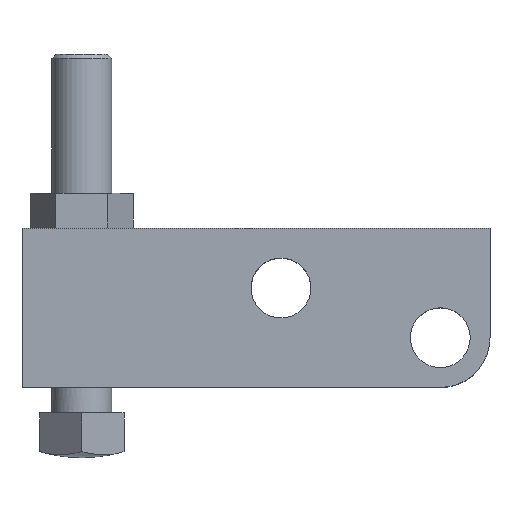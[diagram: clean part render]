
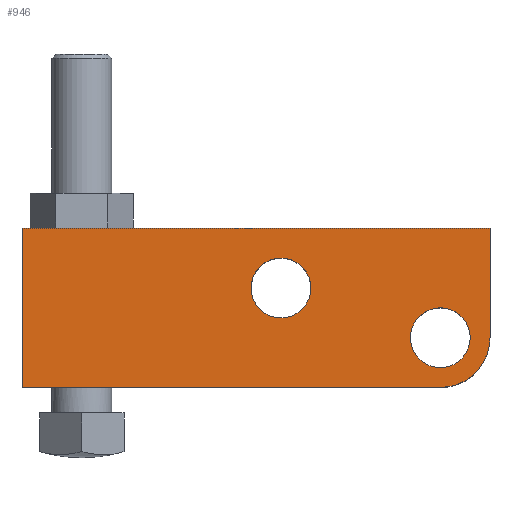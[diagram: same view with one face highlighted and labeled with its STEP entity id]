
A CAD part, top view. The second image highlights one B-rep face of the part: STEP entity #946.
In plain terms, the highlighted planar face has unit normal (0, 0, 1).
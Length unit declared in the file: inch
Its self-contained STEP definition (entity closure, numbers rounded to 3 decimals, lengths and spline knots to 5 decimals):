
#253=CARTESIAN_POINT('',(0.,0.,0.375));
#254=DIRECTION('',(0.,0.,1.));
#255=DIRECTION('',(0.,-1.,0.));
#256=AXIS2_PLACEMENT_3D('',#253,#254,#255);
#275=DIRECTION('',(1.,0.,0.));
#276=VECTOR('',#275,2.625);
#277=CARTESIAN_POINT('',(-2.625,-0.312,0.375));
#278=LINE('',#277,#276);
#279=DIRECTION('',(0.,-1.,0.));
#280=VECTOR('',#279,1.);
#281=CARTESIAN_POINT('',(-2.625,0.688,0.375));
#282=LINE('',#281,#280);
#283=DIRECTION('',(-1.,0.,0.));
#284=VECTOR('',#283,2.937);
#285=CARTESIAN_POINT('',(0.312,0.688,0.375));
#286=LINE('',#285,#284);
#287=DIRECTION('',(0.,1.,0.));
#288=VECTOR('',#287,0.688);
#289=CARTESIAN_POINT('',(0.312,0.,0.375));
#290=LINE('',#289,#288);
#291=CARTESIAN_POINT('',(0.,0.,0.375));
#292=DIRECTION('',(0.,0.,-1.));
#293=DIRECTION('',(-1.,0.,0.));
#294=AXIS2_PLACEMENT_3D('',#291,#292,#293);
#296=CARTESIAN_POINT('',(0.,0.,0.375));
#297=DIRECTION('',(0.,0.,-1.));
#298=DIRECTION('',(1.,0.,0.));
#299=AXIS2_PLACEMENT_3D('',#296,#297,#298);
#301=CARTESIAN_POINT('',(-1.,0.312,0.375));
#302=DIRECTION('',(0.,0.,-1.));
#303=DIRECTION('',(-1.,0.,0.));
#304=AXIS2_PLACEMENT_3D('',#301,#302,#303);
#306=CARTESIAN_POINT('',(-1.,0.312,0.375));
#307=DIRECTION('',(0.,0.,-1.));
#308=DIRECTION('',(1.,0.,0.));
#309=AXIS2_PLACEMENT_3D('',#306,#307,#308);
#580=CARTESIAN_POINT('',(0.312,0.688,0.375));
#581=CARTESIAN_POINT('',(-2.625,0.688,0.375));
#582=VERTEX_POINT('',#580);
#583=VERTEX_POINT('',#581);
#584=CARTESIAN_POINT('',(-2.625,-0.312,0.375));
#585=VERTEX_POINT('',#584);
#590=CARTESIAN_POINT('',(-0.188,0.,0.375));
#591=CARTESIAN_POINT('',(0.188,0.,0.375));
#592=VERTEX_POINT('',#590);
#593=VERTEX_POINT('',#591);
#598=CARTESIAN_POINT('',(-1.18775,0.312,0.375));
#599=CARTESIAN_POINT('',(-0.81225,0.312,0.375));
#600=VERTEX_POINT('',#598);
#601=VERTEX_POINT('',#599);
#628=CARTESIAN_POINT('',(0.,-0.312,0.375));
#629=VERTEX_POINT('',#628);
#632=CARTESIAN_POINT('',(0.312,0.,0.375));
#633=VERTEX_POINT('',#632);
#919=CARTESIAN_POINT('',(0.,0.,0.375));
#920=DIRECTION('',(0.,0.,1.));
#921=DIRECTION('',(1.,0.,0.));
#922=AXIS2_PLACEMENT_3D('',#919,#920,#921);
#923=PLANE('',#922);
#924=ORIENTED_EDGE('',*,*,#816,.F.);
#926=ORIENTED_EDGE('',*,*,#925,.F.);
#928=ORIENTED_EDGE('',*,*,#927,.F.);
#930=ORIENTED_EDGE('',*,*,#929,.F.);
#931=ORIENTED_EDGE('',*,*,#898,.F.);
#932=EDGE_LOOP('',(#924,#926,#928,#930,#931));
#933=FACE_OUTER_BOUND('',#932,.F.);
#935=ORIENTED_EDGE('',*,*,#934,.F.);
#937=ORIENTED_EDGE('',*,*,#936,.F.);
#938=EDGE_LOOP('',(#935,#937));
#939=FACE_BOUND('',#938,.F.);
#941=ORIENTED_EDGE('',*,*,#940,.F.);
#943=ORIENTED_EDGE('',*,*,#942,.F.);
#944=EDGE_LOOP('',(#941,#943));
#945=FACE_BOUND('',#944,.F.);
#946=ADVANCED_FACE('',(#933,#939,#945),#923,.T.);
#257=CIRCLE('',#256,0.312);
#295=CIRCLE('',#294,0.188);
#300=CIRCLE('',#299,0.188);
#305=CIRCLE('',#304,0.18775);
#310=CIRCLE('',#309,0.18775);
#816=EDGE_CURVE('',#585,#629,#278,.T.);
#898=EDGE_CURVE('',#629,#633,#257,.T.);
#925=EDGE_CURVE('',#583,#585,#282,.T.);
#927=EDGE_CURVE('',#582,#583,#286,.T.);
#929=EDGE_CURVE('',#633,#582,#290,.T.);
#934=EDGE_CURVE('',#592,#593,#295,.T.);
#936=EDGE_CURVE('',#593,#592,#300,.T.);
#940=EDGE_CURVE('',#600,#601,#305,.T.);
#942=EDGE_CURVE('',#601,#600,#310,.T.);
